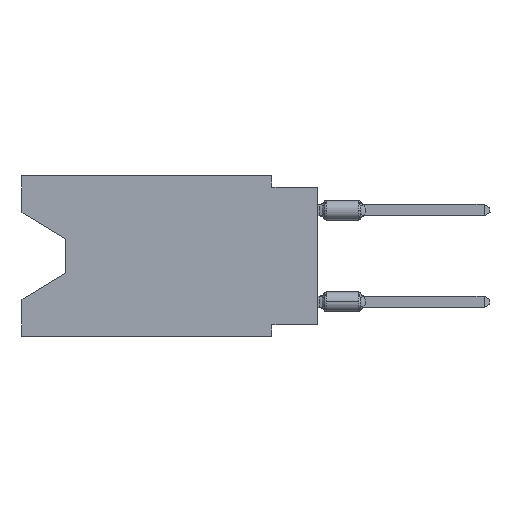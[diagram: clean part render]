
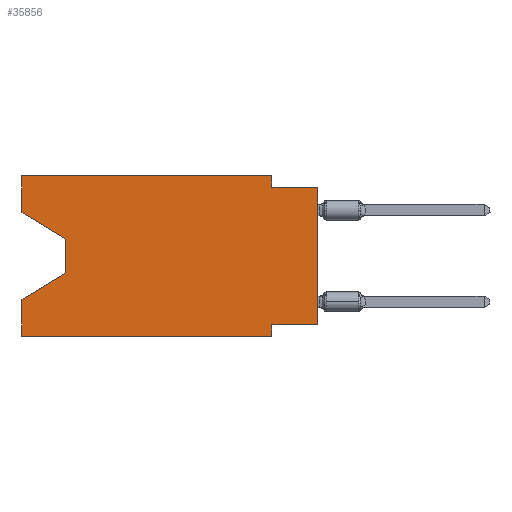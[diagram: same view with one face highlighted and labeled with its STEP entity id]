
A CAD part, left-side view. The second image highlights one B-rep face of the part: STEP entity #35856.
In plain terms, the highlighted planar face has unit normal (-1, 0, 0).
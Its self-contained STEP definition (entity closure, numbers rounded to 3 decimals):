
#623 = EDGE_CURVE ( 'NONE', #2952, #21745, #15770, .T. ) ;
#661 = CARTESIAN_POINT ( 'NONE',  ( 0., 16.383, -6.852 ) ) ;
#784 = LINE ( 'NONE', #11396, #42291 ) ;
#798 = CARTESIAN_POINT ( 'NONE',  ( 0., 2.54, 0. ) ) ;
#2952 = VERTEX_POINT ( 'NONE', #37075 ) ;
#2975 = EDGE_CURVE ( 'NONE', #37866, #22040, #39888, .T. ) ;
#3442 = DIRECTION ( 'NONE',  ( 0., 0., -1. ) ) ;
#3880 = CARTESIAN_POINT ( 'NONE',  ( 0., 2.54, -8.89 ) ) ;
#4057 = ORIENTED_EDGE ( 'NONE', *, *, #39633, .T. ) ;
#4813 = EDGE_CURVE ( 'NONE', #5895, #15684, #39736, .T. ) ;
#5895 = VERTEX_POINT ( 'NONE', #24651 ) ;
#6002 = CARTESIAN_POINT ( 'NONE',  ( 0., 16.383, 0. ) ) ;
#6662 = ORIENTED_EDGE ( 'NONE', *, *, #4813, .F. ) ;
#6821 = LINE ( 'NONE', #30032, #40432 ) ;
#9195 = CARTESIAN_POINT ( 'NONE',  ( 0., 2.54, -0.635 ) ) ;
#9484 = VECTOR ( 'NONE', #11865, 1000. ) ;
#10207 = CARTESIAN_POINT ( 'NONE',  ( 0., 16.383, 0. ) ) ;
#10419 = PLANE ( 'NONE',  #36345 ) ;
#11137 = LINE ( 'NONE', #30483, #29873 ) ;
#11396 = CARTESIAN_POINT ( 'NONE',  ( 0., 0., -0.635 ) ) ;
#11865 = DIRECTION ( 'NONE',  ( 0., 0., 1. ) ) ;
#12018 = LINE ( 'NONE', #19178, #17857 ) ;
#12087 = LINE ( 'NONE', #6002, #23680 ) ;
#12249 = EDGE_CURVE ( 'NONE', #5895, #22040, #34129, .T. ) ;
#12553 = VERTEX_POINT ( 'NONE', #30625 ) ;
#12664 = ORIENTED_EDGE ( 'NONE', *, *, #31597, .F. ) ;
#13547 = DIRECTION ( 'NONE',  ( 0., -1., 0. ) ) ;
#14476 = CARTESIAN_POINT ( 'NONE',  ( 0., 2.54, -8.255 ) ) ;
#15684 = VERTEX_POINT ( 'NONE', #661 ) ;
#15770 = LINE ( 'NONE', #21857, #9484 ) ;
#17277 = DIRECTION ( 'NONE',  ( 0., -1., 0. ) ) ;
#17364 = ORIENTED_EDGE ( 'NONE', *, *, #12249, .T. ) ;
#17486 = VECTOR ( 'NONE', #31946, 1000. ) ;
#17499 = CARTESIAN_POINT ( 'NONE',  ( 0., 16.383, 0. ) ) ;
#17857 = VECTOR ( 'NONE', #25908, 1000. ) ;
#18175 = ORIENTED_EDGE ( 'NONE', *, *, #32010, .T. ) ;
#18290 = VECTOR ( 'NONE', #26029, 1000. ) ;
#18699 = CARTESIAN_POINT ( 'NONE',  ( 0., 2.54, 0. ) ) ;
#19178 = CARTESIAN_POINT ( 'NONE',  ( 0., 16.383, -2.038 ) ) ;
#19481 = VERTEX_POINT ( 'NONE', #9195 ) ;
#19973 = DIRECTION ( 'NONE',  ( 1., 0., 0. ) ) ;
#19992 = EDGE_CURVE ( 'NONE', #40620, #19481, #35196, .T. ) ;
#20097 = CARTESIAN_POINT ( 'NONE',  ( 0., 13.97, -3.505 ) ) ;
#20496 = VECTOR ( 'NONE', #27614, 1000. ) ;
#21349 = EDGE_CURVE ( 'NONE', #24671, #12553, #42494, .T. ) ;
#21392 = CARTESIAN_POINT ( 'NONE',  ( 0., 2.54, -8.89 ) ) ;
#21745 = VERTEX_POINT ( 'NONE', #42663 ) ;
#21857 = CARTESIAN_POINT ( 'NONE',  ( 0., 0., 0. ) ) ;
#22040 = VERTEX_POINT ( 'NONE', #21392 ) ;
#22293 = DIRECTION ( 'NONE',  ( 0., 0., 1. ) ) ;
#23680 = VECTOR ( 'NONE', #22293, 1000. ) ;
#24651 = CARTESIAN_POINT ( 'NONE',  ( 0., 16.383, -8.89 ) ) ;
#24671 = VERTEX_POINT ( 'NONE', #20097 ) ;
#25906 = EDGE_CURVE ( 'NONE', #40345, #37850, #12087, .T. ) ;
#25908 = DIRECTION ( 'NONE',  ( 0., -0.855, -0.519 ) ) ;
#26029 = DIRECTION ( 'NONE',  ( 0., 0., -1. ) ) ;
#26275 = DIRECTION ( 'NONE',  ( 0., 0., -1. ) ) ;
#26520 = EDGE_CURVE ( 'NONE', #37850, #40620, #6821, .T. ) ;
#27614 = DIRECTION ( 'NONE',  ( 0., -1., 0. ) ) ;
#29282 = CARTESIAN_POINT ( 'NONE',  ( 0., 13.97, -3.505 ) ) ;
#29873 = VECTOR ( 'NONE', #30890, 1000. ) ;
#29880 = ORIENTED_EDGE ( 'NONE', *, *, #19992, .F. ) ;
#30032 = CARTESIAN_POINT ( 'NONE',  ( 0., 16.383, 0. ) ) ;
#30483 = CARTESIAN_POINT ( 'NONE',  ( 0., 13.97, -5.385 ) ) ;
#30625 = CARTESIAN_POINT ( 'NONE',  ( 0., 13.97, -5.385 ) ) ;
#30836 = ORIENTED_EDGE ( 'NONE', *, *, #25906, .F. ) ;
#30890 = DIRECTION ( 'NONE',  ( 0., 0.855, -0.519 ) ) ;
#31531 = LINE ( 'NONE', #38672, #37492 ) ;
#31597 = EDGE_CURVE ( 'NONE', #19481, #21745, #784, .T. ) ;
#31761 = DIRECTION ( 'NONE',  ( 0., 1., 0. ) ) ;
#31946 = DIRECTION ( 'NONE',  ( 0., 0., -1. ) ) ;
#31949 = VECTOR ( 'NONE', #33042, 1000. ) ;
#32010 = EDGE_CURVE ( 'NONE', #12553, #15684, #11137, .T. ) ;
#32239 = EDGE_CURVE ( 'NONE', #2952, #37866, #31531, .T. ) ;
#32492 = ORIENTED_EDGE ( 'NONE', *, *, #32239, .F. ) ;
#33042 = DIRECTION ( 'NONE',  ( 0., 0., 1. ) ) ;
#34129 = LINE ( 'NONE', #40194, #20496 ) ;
#34280 = CARTESIAN_POINT ( 'NONE',  ( 0., 16.383, -2.038 ) ) ;
#35196 = LINE ( 'NONE', #18699, #17486 ) ;
#35509 = ORIENTED_EDGE ( 'NONE', *, *, #623, .T. ) ;
#35652 = ORIENTED_EDGE ( 'NONE', *, *, #2975, .F. ) ;
#35856 = ADVANCED_FACE ( 'NONE', ( #36026 ), #10419, .F. ) ;
#36026 = FACE_OUTER_BOUND ( 'NONE', #39154, .T. ) ;
#36345 = AXIS2_PLACEMENT_3D ( 'NONE', #10207, #19973, #26275 ) ;
#36493 = CARTESIAN_POINT ( 'NONE',  ( 0., 16.383, 0. ) ) ;
#37075 = CARTESIAN_POINT ( 'NONE',  ( 0., 0., -8.255 ) ) ;
#37492 = VECTOR ( 'NONE', #31761, 1000. ) ;
#37850 = VERTEX_POINT ( 'NONE', #17499 ) ;
#37866 = VERTEX_POINT ( 'NONE', #14476 ) ;
#38672 = CARTESIAN_POINT ( 'NONE',  ( 0., 0., -8.255 ) ) ;
#39008 = VECTOR ( 'NONE', #3442, 1000. ) ;
#39154 = EDGE_LOOP ( 'NONE', ( #4057, #40730, #18175, #6662, #17364, #35652, #32492, #35509, #12664, #29880, #42065, #30836 ) ) ;
#39633 = EDGE_CURVE ( 'NONE', #40345, #24671, #12018, .T. ) ;
#39736 = LINE ( 'NONE', #36493, #31949 ) ;
#39888 = LINE ( 'NONE', #3880, #39008 ) ;
#40194 = CARTESIAN_POINT ( 'NONE',  ( 0., 16.383, -8.89 ) ) ;
#40345 = VERTEX_POINT ( 'NONE', #34280 ) ;
#40432 = VECTOR ( 'NONE', #13547, 1000. ) ;
#40620 = VERTEX_POINT ( 'NONE', #798 ) ;
#40730 = ORIENTED_EDGE ( 'NONE', *, *, #21349, .T. ) ;
#42065 = ORIENTED_EDGE ( 'NONE', *, *, #26520, .F. ) ;
#42291 = VECTOR ( 'NONE', #17277, 1000. ) ;
#42494 = LINE ( 'NONE', #29282, #18290 ) ;
#42663 = CARTESIAN_POINT ( 'NONE',  ( 0., 0., -0.635 ) ) ;
